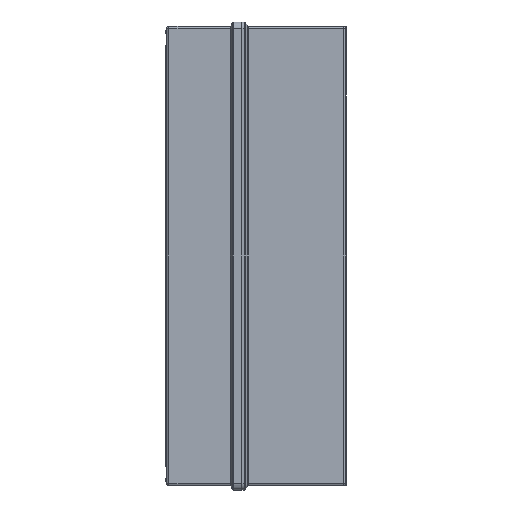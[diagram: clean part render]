
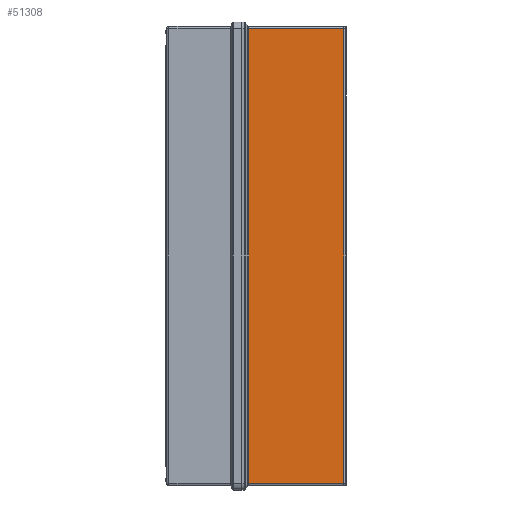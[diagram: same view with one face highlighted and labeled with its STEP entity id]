
A CAD part, left-side view. The second image highlights one B-rep face of the part: STEP entity #51308.
In plain terms, the highlighted planar face has unit normal (-1, 0, 0).
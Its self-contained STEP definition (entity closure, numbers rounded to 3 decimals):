
#4417 = VECTOR ( 'NONE', #14623, 1000. ) ;
#7157 = LINE ( 'NONE', #68910, #21752 ) ;
#9143 = AXIS2_PLACEMENT_3D ( 'NONE', #78467, #48575, #11592 ) ;
#10307 = VERTEX_POINT ( 'NONE', #53503 ) ;
#11592 = DIRECTION ( 'NONE',  ( 0., 0., 1. ) ) ;
#14623 = DIRECTION ( 'NONE',  ( 0., -1., 0. ) ) ;
#15004 = ORIENTED_EDGE ( 'NONE', *, *, #30358, .T. ) ;
#17140 = CARTESIAN_POINT ( 'NONE',  ( -167.25, -74.3, 165.45 ) ) ;
#17234 = EDGE_LOOP ( 'NONE', ( #19683, #28634, #15004, #36547 ) ) ;
#17458 = VECTOR ( 'NONE', #28137, 1000. ) ;
#19683 = ORIENTED_EDGE ( 'NONE', *, *, #26322, .T. ) ;
#21752 = VECTOR ( 'NONE', #38838, 1000. ) ;
#24388 = CARTESIAN_POINT ( 'NONE',  ( -167.25, -4.894, -167.25 ) ) ;
#26322 = EDGE_CURVE ( 'NONE', #78933, #54141, #72055, .T. ) ;
#28137 = DIRECTION ( 'NONE',  ( 0., 1., 0. ) ) ;
#28634 = ORIENTED_EDGE ( 'NONE', *, *, #57112, .T. ) ;
#30358 = EDGE_CURVE ( 'NONE', #43102, #10307, #64678, .T. ) ;
#32172 = VECTOR ( 'NONE', #73635, 1000. ) ;
#36547 = ORIENTED_EDGE ( 'NONE', *, *, #43719, .T. ) ;
#36604 = CARTESIAN_POINT ( 'NONE',  ( -167.25, -74.3, -165.45 ) ) ;
#38838 = DIRECTION ( 'NONE',  ( 0., 0., 1. ) ) ;
#43102 = VERTEX_POINT ( 'NONE', #17140 ) ;
#43719 = EDGE_CURVE ( 'NONE', #10307, #78933, #66789, .T. ) ;
#45400 = CARTESIAN_POINT ( 'NONE',  ( -167.25, -75.8, -165.45 ) ) ;
#48575 = DIRECTION ( 'NONE',  ( -1., 0., 0. ) ) ;
#51308 = ADVANCED_FACE ( 'NONE', ( #72333 ), #66050, .T. ) ;
#53503 = CARTESIAN_POINT ( 'NONE',  ( -167.25, -4.894, 165.45 ) ) ;
#54141 = VERTEX_POINT ( 'NONE', #36604 ) ;
#57112 = EDGE_CURVE ( 'NONE', #54141, #43102, #7157, .T. ) ;
#64678 = LINE ( 'NONE', #64959, #17458 ) ;
#64959 = CARTESIAN_POINT ( 'NONE',  ( -167.25, -75.8, 165.45 ) ) ;
#66050 = PLANE ( 'NONE',  #9143 ) ;
#66789 = LINE ( 'NONE', #24388, #32172 ) ;
#68910 = CARTESIAN_POINT ( 'NONE',  ( -167.25, -74.3, 165.45 ) ) ;
#69485 = CARTESIAN_POINT ( 'NONE',  ( -167.25, -4.894, -165.45 ) ) ;
#72055 = LINE ( 'NONE', #45400, #4417 ) ;
#72333 = FACE_OUTER_BOUND ( 'NONE', #17234, .T. ) ;
#73635 = DIRECTION ( 'NONE',  ( 0., 0., -1. ) ) ;
#78467 = CARTESIAN_POINT ( 'NONE',  ( -167.25, -75.8, -167.25 ) ) ;
#78933 = VERTEX_POINT ( 'NONE', #69485 ) ;
